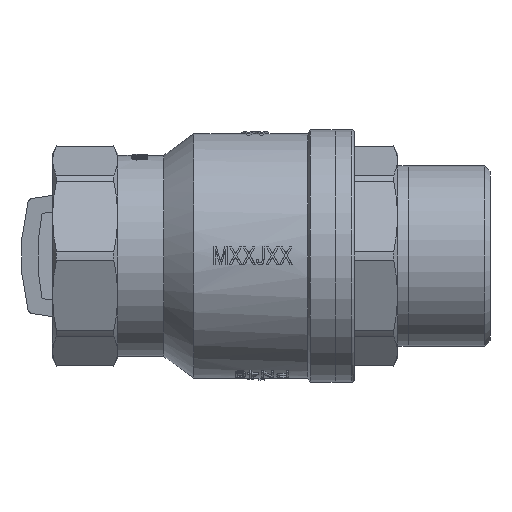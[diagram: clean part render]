
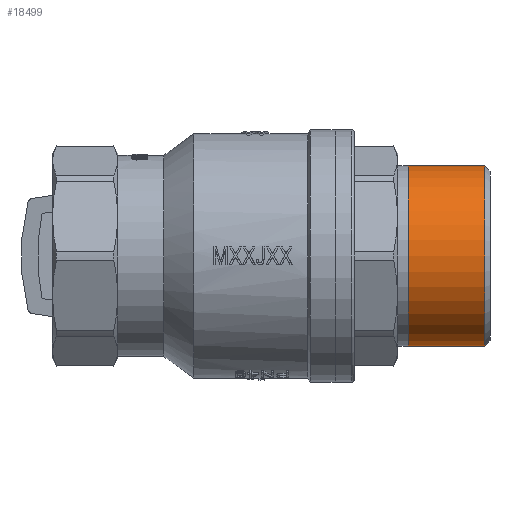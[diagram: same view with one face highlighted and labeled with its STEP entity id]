
A CAD part, front view. The second image highlights one B-rep face of the part: STEP entity #18499.
In plain terms, the highlighted cylindrical face has radius 16.625 mm (diameter 33.249 mm), a full revolution.
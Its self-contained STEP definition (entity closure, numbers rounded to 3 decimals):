
#8626=ORIENTED_EDGE('',*,*,#12246,.F.);
#8627=ORIENTED_EDGE('',*,*,#12247,.T.);
#12246=EDGE_CURVE('',#14372,#14372,#15131,.T.);
#12247=EDGE_CURVE('',#14373,#14373,#15132,.T.);
#14372=VERTEX_POINT('',#31166);
#14373=VERTEX_POINT('',#31168);
#15131=CIRCLE('',#20575,16.625);
#15132=CIRCLE('',#20576,16.625);
#16076=EDGE_LOOP('',(#8626));
#16077=EDGE_LOOP('',(#8627));
#17266=FACE_BOUND('',#16076,.T.);
#17267=FACE_BOUND('',#16077,.T.);
#17749=CYLINDRICAL_SURFACE('',#20574,16.625);
#18499=ADVANCED_FACE('',(#17266,#17267),#17749,.T.);
#20574=AXIS2_PLACEMENT_3D('',#31164,#25364,#25365);
#20575=AXIS2_PLACEMENT_3D('',#31165,#25366,#25367);
#20576=AXIS2_PLACEMENT_3D('',#31167,#25368,#25369);
#25364=DIRECTION('',(-1.,0.,0.));
#25365=DIRECTION('',(0.,1.,0.));
#25366=DIRECTION('',(-1.,0.,0.));
#25367=DIRECTION('',(0.,1.,0.));
#25368=DIRECTION('',(-1.,0.,0.));
#25369=DIRECTION('',(0.,1.,0.));
#31164=CARTESIAN_POINT('',(46.5,0.,0.));
#31165=CARTESIAN_POINT('',(31.5,0.,0.));
#31166=CARTESIAN_POINT('',(31.5,16.625,0.));
#31167=CARTESIAN_POINT('',(45.5,0.,0.));
#31168=CARTESIAN_POINT('',(45.5,16.625,0.));
